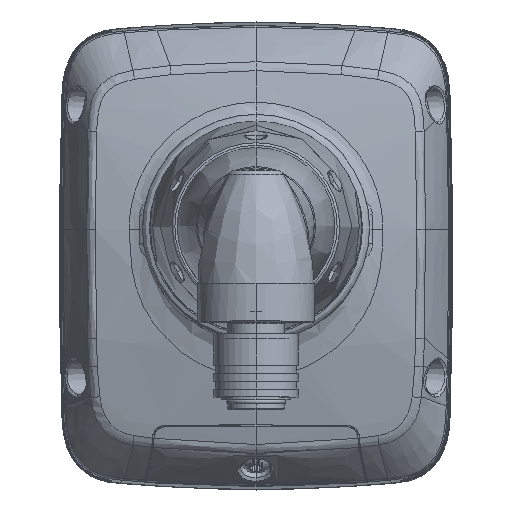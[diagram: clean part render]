
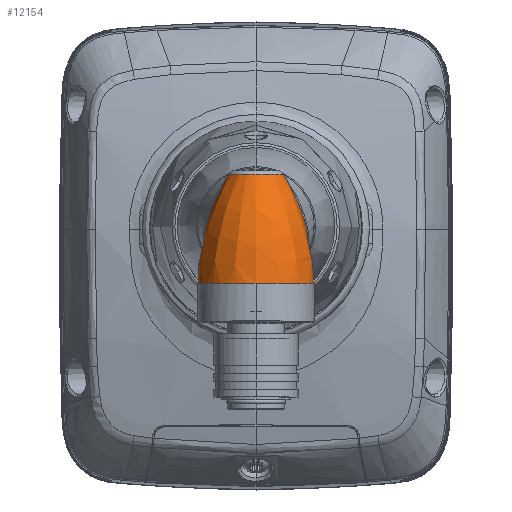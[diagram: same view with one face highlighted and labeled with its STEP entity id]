
A CAD part, top view. The second image highlights one B-rep face of the part: STEP entity #12154.
In plain terms, the highlighted free-form (B-spline) face has degree [3, 3] with [7, 4] control points.
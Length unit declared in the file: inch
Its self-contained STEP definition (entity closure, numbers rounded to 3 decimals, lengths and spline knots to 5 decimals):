
#1057=CARTESIAN_POINT('',(-0.2734,-0.42746,
7.04997));
#2130=CARTESIAN_POINT('',(0.17914,0.38479,
7.28124));
#2131=CARTESIAN_POINT('',(0.19692,0.36696,
7.29041));
#2132=CARTESIAN_POINT('',(0.22922,0.32947,
7.3114));
#2133=CARTESIAN_POINT('',(0.26852,0.26775,
7.33934));
#2134=CARTESIAN_POINT('',(0.30253,0.19956,
7.36044));
#2135=CARTESIAN_POINT('',(0.32855,0.13695,
7.36843));
#2136=CARTESIAN_POINT('',(0.35366,0.06613,
7.36367));
#2137=CARTESIAN_POINT('',(0.37659,-0.01307,
7.34198));
#2138=CARTESIAN_POINT('',(0.39184,-0.11078,
7.29327));
#2139=CARTESIAN_POINT('',(0.3915,-0.18293,
7.24644));
#2140=CARTESIAN_POINT('',(0.37805,-0.26271,
7.18806));
#2141=CARTESIAN_POINT('',(0.34865,-0.33462,
7.12983));
#2142=CARTESIAN_POINT('',(0.31951,-0.37681,
7.09353));
#2143=CARTESIAN_POINT('',(0.30269,-0.39648,
7.07652));
#2145=CARTESIAN_POINT('',(0.30269,-0.39648,
7.07652));
#2146=CARTESIAN_POINT('',(0.29988,-0.39974,
7.07368));
#2147=CARTESIAN_POINT('',(0.29251,-0.40805,
7.06649));
#2148=CARTESIAN_POINT('',(0.28269,-0.41837,
7.05766));
#2149=CARTESIAN_POINT('',(0.27559,-0.42535,
7.05174));
#2150=CARTESIAN_POINT('',(0.2734,-0.42746,
7.04997));
#2152=CARTESIAN_POINT('',(0.,-0.42746,7.38583));
#2153=DIRECTION('',(0.,-1.,0.));
#2154=DIRECTION('',(0.631,0.,-0.776));
#2155=AXIS2_PLACEMENT_3D('',#2152,#2153,#2154);
#2157=CARTESIAN_POINT('',(0.,-0.42746,7.38583));
#2158=DIRECTION('',(0.,-1.,0.));
#2159=DIRECTION('',(0.,0.,1.));
#2160=AXIS2_PLACEMENT_3D('',#2157,#2158,#2159);
#2162=CARTESIAN_POINT('',(-0.2734,-0.42746,
7.04997));
#2163=CARTESIAN_POINT('',(-0.27559,-0.42535,
7.05174));
#2164=CARTESIAN_POINT('',(-0.28269,-0.41836,
7.05766));
#2165=CARTESIAN_POINT('',(-0.29251,-0.40805,
7.06649));
#2166=CARTESIAN_POINT('',(-0.29988,-0.39974,
7.07369));
#2167=CARTESIAN_POINT('',(-0.30269,-0.39648,
7.07652));
#2169=CARTESIAN_POINT('',(-0.30269,-0.39648,
7.07652));
#2170=CARTESIAN_POINT('',(-0.32016,-0.37623,
7.09419));
#2171=CARTESIAN_POINT('',(-0.35083,-0.33166,
7.13237));
#2172=CARTESIAN_POINT('',(-0.3818,-0.25063,
7.19753));
#2173=CARTESIAN_POINT('',(-0.39361,-0.16247,
7.26096));
#2174=CARTESIAN_POINT('',(-0.38748,-0.06618,
7.31869));
#2175=CARTESIAN_POINT('',(-0.36316,0.03778,
7.35918));
#2176=CARTESIAN_POINT('',(-0.33438,0.12193,
7.3693));
#2177=CARTESIAN_POINT('',(-0.3047,0.19536,
7.36198));
#2178=CARTESIAN_POINT('',(-0.26693,0.27105,
7.33831));
#2179=CARTESIAN_POINT('',(-0.22563,0.33407,
7.30874));
#2180=CARTESIAN_POINT('',(-0.19513,0.36905,
7.28983));
#2181=CARTESIAN_POINT('',(-0.17914,0.38479,
7.28124));
#2183=CARTESIAN_POINT('',(0.,0.38479,7.38583));
#2184=DIRECTION('',(0.,-1.,0.));
#2185=DIRECTION('',(0.864,0.,-0.504));
#2186=AXIS2_PLACEMENT_3D('',#2183,#2184,#2185);
#8409=VERTEX_POINT('',#2169);
#8410=VERTEX_POINT('',#2181);
#8435=VERTEX_POINT('',#1057);
#8438=CARTESIAN_POINT('',(0.,-0.42746,7.8189));
#8440=VERTEX_POINT('',#8438);
#8443=CARTESIAN_POINT('',(0.2734,-0.42746,
7.04997));
#8444=VERTEX_POINT('',#8443);
#8680=CARTESIAN_POINT('',(0.17914,0.38479,
7.28124));
#8681=VERTEX_POINT('',#8680);
#8688=VERTEX_POINT('',#2143);
#12111=CARTESIAN_POINT('',(-0.23905,-0.44453,
7.02482));
#12112=CARTESIAN_POINT('',(-0.24085,-0.14471,
7.02211));
#12113=CARTESIAN_POINT('',(-0.19654,0.14418,
7.08903));
#12114=CARTESIAN_POINT('',(-0.10962,0.39936,
7.22028));
#12115=CARTESIAN_POINT('',(-0.67756,-0.44453,
7.3152));
#12116=CARTESIAN_POINT('',(-0.68265,-0.14471,
7.31467));
#12117=CARTESIAN_POINT('',(-0.55706,0.14418,
7.32776));
#12118=CARTESIAN_POINT('',(-0.31071,0.39936,
7.35344));
#12119=CARTESIAN_POINT('',(-0.52594,-0.44453,
7.8188));
#12120=CARTESIAN_POINT('',(-0.52988,-0.14471,
7.82205));
#12121=CARTESIAN_POINT('',(-0.4324,0.14418,
7.7418));
#12122=CARTESIAN_POINT('',(-0.24118,0.39936,
7.58438));
#12123=CARTESIAN_POINT('',(0.,-0.44453,
7.81881));
#12124=CARTESIAN_POINT('',(0.,-0.14471,
7.82205));
#12125=CARTESIAN_POINT('',(0.,0.14418,
7.7418));
#12126=CARTESIAN_POINT('',(0.,0.39936,
7.58438));
#12127=CARTESIAN_POINT('',(0.52594,-0.44453,
7.81881));
#12128=CARTESIAN_POINT('',(0.52988,-0.14471,
7.82206));
#12129=CARTESIAN_POINT('',(0.4324,0.14418,
7.7418));
#12130=CARTESIAN_POINT('',(0.24118,0.39936,
7.58438));
#12131=CARTESIAN_POINT('',(0.67756,-0.44453,
7.3152));
#12132=CARTESIAN_POINT('',(0.68265,-0.14471,
7.31467));
#12133=CARTESIAN_POINT('',(0.55706,0.14418,
7.32776));
#12134=CARTESIAN_POINT('',(0.31071,0.39936,
7.35344));
#12135=CARTESIAN_POINT('',(0.23905,-0.44453,
7.02482));
#12136=CARTESIAN_POINT('',(0.24085,-0.14471,
7.02211));
#12137=CARTESIAN_POINT('',(0.19654,0.14418,
7.08903));
#12138=CARTESIAN_POINT('',(0.10962,0.39936,
7.22028));
#12139=(BOUNDED_SURFACE()B_SPLINE_SURFACE(3,3,((#12111,#12112,#12113,#12114),(
#12115,#12116,#12117,#12118),(#12119,#12120,#12121,#12122),(#12123,#12124,
#12125,#12126),(#12127,#12128,#12129,#12130),(#12131,#12132,#12133,#12134),(
#12135,#12136,#12137,#12138)),.UNSPECIFIED.,.F.,.F.,.F.)B_SPLINE_SURFACE_WITH_KNOTS((4,3,4),(4,4),(0.,1.,2.),(0.,1.),.UNSPECIFIED.)GEOMETRIC_REPRESENTATION_ITEM()RATIONAL_B_SPLINE_SURFACE(((1.584,1.542,
1.542,1.584),(0.832,0.81,
0.81,0.832),(0.832,0.81,
0.81,0.832),(1.584,1.542,
1.542,1.584),(0.832,0.81,
0.81,0.832),(0.832,0.81,
0.81,0.832),(1.584,1.542,
1.542,1.584)))REPRESENTATION_ITEM('')SURFACE());
#12141=ORIENTED_EDGE('',*,*,#12140,.F.);
#12143=ORIENTED_EDGE('',*,*,#12142,.T.);
#12145=ORIENTED_EDGE('',*,*,#12144,.T.);
#12146=ORIENTED_EDGE('',*,*,#10757,.T.);
#12147=ORIENTED_EDGE('',*,*,#10743,.T.);
#12149=ORIENTED_EDGE('',*,*,#12148,.T.);
#12151=ORIENTED_EDGE('',*,*,#12150,.T.);
#12152=EDGE_LOOP('',(#12141,#12143,#12145,#12146,#12147,#12149,#12151));
#12153=FACE_OUTER_BOUND('',#12152,.F.);
#12154=ADVANCED_FACE('',(#12153),#12139,.T.);
#2144=B_SPLINE_CURVE_WITH_KNOTS('',3,(#2130,#2131,#2132,#2133,#2134,#2135,#2136,
#2137,#2138,#2139,#2140,#2141,#2142,#2143),.UNSPECIFIED.,.F.,.F.,(4,1,1,1,1,1,1,
1,1,1,1,4),(0.,0.09091,0.18182,0.27273,
0.36364,0.45455,0.54545,0.63636,
0.72727,0.81818,0.90909,1.),.UNSPECIFIED.);
#2151=B_SPLINE_CURVE_WITH_KNOTS('',3,(#2145,#2146,#2147,#2148,#2149,#2150),
.UNSPECIFIED.,.F.,.F.,(4,1,1,4),(0.,0.30787,0.7899,1.),
.UNSPECIFIED.);
#2156=CIRCLE('',#2155,0.43307);
#2161=CIRCLE('',#2160,0.43307);
#2168=B_SPLINE_CURVE_WITH_KNOTS('',3,(#2162,#2163,#2164,#2165,#2166,#2167),
.UNSPECIFIED.,.F.,.F.,(4,1,1,4),(0.,0.21021,0.69219,1.),
.UNSPECIFIED.);
#2182=B_SPLINE_CURVE_WITH_KNOTS('',3,(#2169,#2170,#2171,#2172,#2173,#2174,#2175,
#2176,#2177,#2178,#2179,#2180,#2181),.UNSPECIFIED.,.F.,.F.,(4,1,1,1,1,1,1,1,1,1,
4),(0.,0.1,0.2,0.3,0.4,0.5,0.6,0.7,0.8,0.9,1.),
.UNSPECIFIED.);
#2187=CIRCLE('',#2186,0.20744);
#10743=EDGE_CURVE('',#8440,#8435,#2161,.T.);
#10757=EDGE_CURVE('',#8444,#8440,#2156,.T.);
#12140=EDGE_CURVE('',#8681,#8410,#2187,.T.);
#12142=EDGE_CURVE('',#8681,#8688,#2144,.T.);
#12144=EDGE_CURVE('',#8688,#8444,#2151,.T.);
#12148=EDGE_CURVE('',#8435,#8409,#2168,.T.);
#12150=EDGE_CURVE('',#8409,#8410,#2182,.T.);
